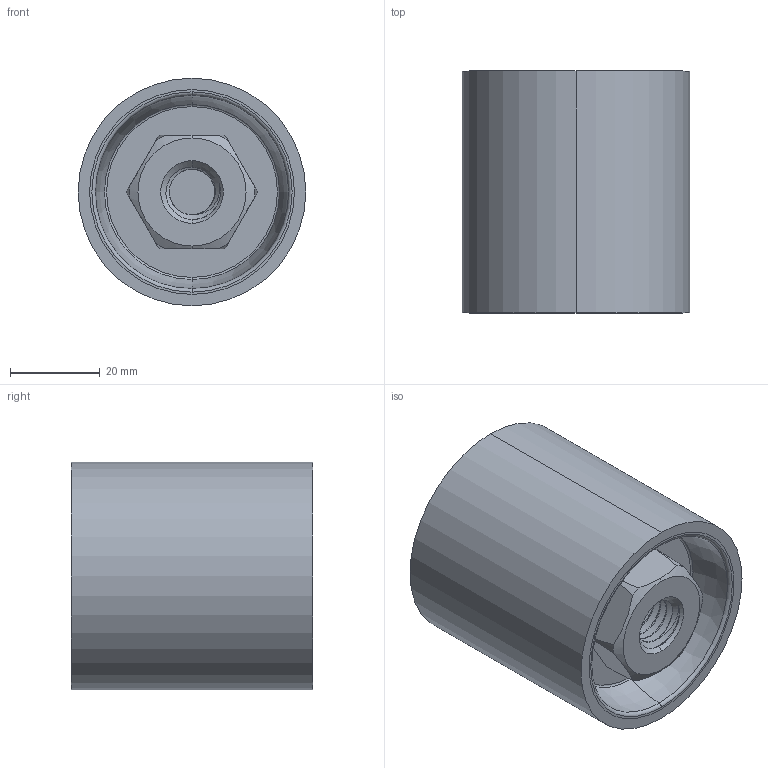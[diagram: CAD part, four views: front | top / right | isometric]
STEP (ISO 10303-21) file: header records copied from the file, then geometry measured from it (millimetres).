
FILE_DESCRIPTION (( 'STEP AP203' ), '1' );
FILE_NAME ('64885K53_Vibration-Damping Sandwich Mount with Insert.STEP', '2023-01-16T21:24:32', ( 'Administrator' ), ( 'Managed by Terraform' ), 'SwSTEP 2.0', 'SolidWorks 2017', '' );
FILE_SCHEMA (( 'CONFIG_CONTROL_DESIGN' ));
Length unit declared in the file: inch
Products named in the file (1): 64885K53_Vibration-Damping Sandwich Mount with Insert
Bounding box: 50.8 x 53.98 x 50.8 mm (x, y, z)
Volume: 90777 mm3; surface area: 28552.4 mm2
Topology: 3 solids, 3 shells, 98 faces, 250 edges, 164 vertices
Faces by surface type: torus 32, cylinder 24, plane 24, cone 12, bspline 6
Entity records: 6165 total; most frequent: CARTESIAN_POINT 3897, ORIENTED_EDGE 500, DIRECTION 424, EDGE_CURVE 250, AXIS2_PLACEMENT_3D 189, VERTEX_POINT 164, EDGE_LOOP 108, FACE_OUTER_BOUND 98
